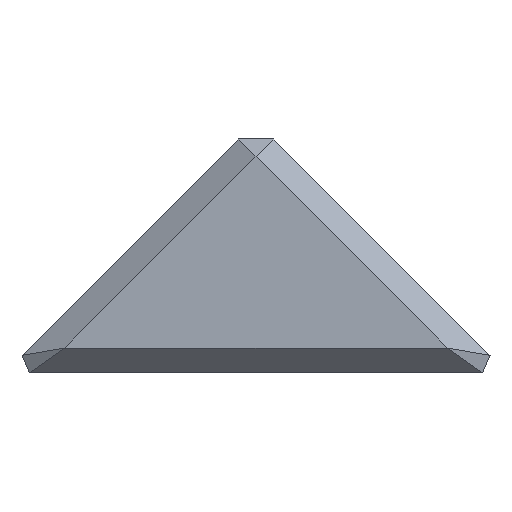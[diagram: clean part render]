
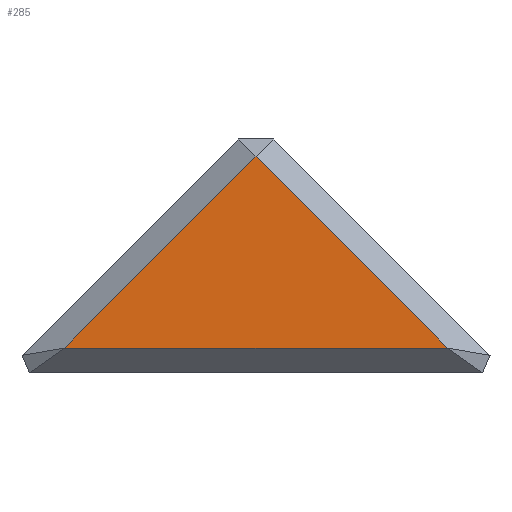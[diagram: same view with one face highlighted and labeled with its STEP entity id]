
A CAD part, left-side view. The second image highlights one B-rep face of the part: STEP entity #285.
In plain terms, the highlighted planar face has unit normal (-1, 0, 0).
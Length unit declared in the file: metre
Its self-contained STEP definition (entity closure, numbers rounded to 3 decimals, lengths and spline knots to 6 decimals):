
#66=ORIENTED_EDGE('',*,*,#118,.T.);
#67=ORIENTED_EDGE('',*,*,#113,.T.);
#68=ORIENTED_EDGE('',*,*,#109,.T.);
#109=EDGE_CURVE('',#133,#134,#163,.T.);
#113=EDGE_CURVE('',#135,#133,#167,.T.);
#118=EDGE_CURVE('',#134,#135,#172,.T.);
#133=VERTEX_POINT('',#444);
#134=VERTEX_POINT('',#450);
#135=VERTEX_POINT('',#457);
#163=LINE('',#453,#199);
#167=LINE('',#460,#203);
#172=LINE('',#468,#208);
#199=VECTOR('',#372,1.);
#203=VECTOR('',#378,1.);
#208=VECTOR('',#387,1.);
#225=EDGE_LOOP('',(#66,#67,#68));
#245=FACE_BOUND('',#225,.T.);
#265=PLANE('',#318);
#285=ADVANCED_FACE('',(#245),#265,.F.);
#318=AXIS2_PLACEMENT_3D('',#471,#391,#392);
#372=DIRECTION('',(0.,0.707,0.707));
#378=DIRECTION('',(0.,-1.,0.));
#387=DIRECTION('',(0.,0.707,-0.707));
#391=DIRECTION('',(1.,0.,0.));
#392=DIRECTION('',(0.,1.,0.));
#444=CARTESIAN_POINT('',(-0.141142,-0.015589,0.0025));
#450=CARTESIAN_POINT('',(-0.141142,-0.01176,0.006329));
#453=CARTESIAN_POINT('',(-0.141142,-0.009045,0.009045));
#457=CARTESIAN_POINT('',(-0.141142,-0.00793,0.0025));
#460=CARTESIAN_POINT('',(-0.141142,0.,0.0025));
#468=CARTESIAN_POINT('',(-0.141142,-0.002715,-0.002715));
#471=CARTESIAN_POINT('',(-0.141142,0.,0.));
